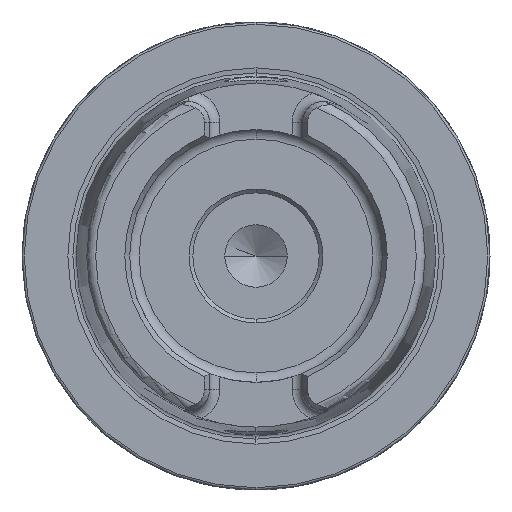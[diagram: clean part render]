
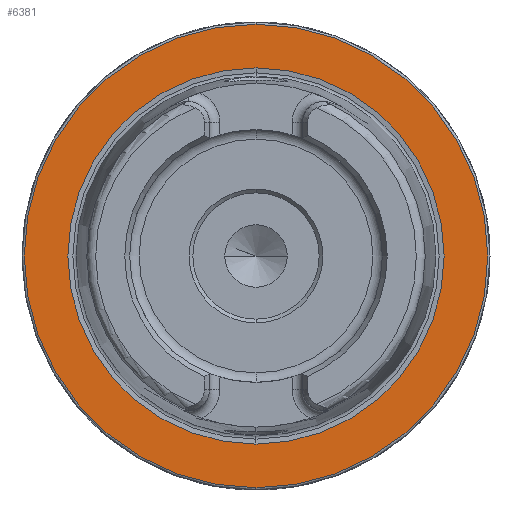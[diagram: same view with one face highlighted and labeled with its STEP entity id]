
A CAD part, left-side view. The second image highlights one B-rep face of the part: STEP entity #6381.
In plain terms, the highlighted planar face has unit normal (-1, 0, 0).
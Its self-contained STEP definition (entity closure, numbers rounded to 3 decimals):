
#276 = ORIENTED_EDGE ( 'NONE', *, *, #9017, .T. ) ;
#284 = CARTESIAN_POINT ( 'NONE',  ( 0., 0., 0. ) ) ;
#527 = FACE_OUTER_BOUND ( 'NONE', #3227, .T. ) ;
#590 = DIRECTION ( 'NONE',  ( 0., 0., -1. ) ) ;
#1133 = AXIS2_PLACEMENT_3D ( 'NONE', #284, #1479, #7172 ) ;
#1153 = CIRCLE ( 'NONE', #2642, 31.2 ) ;
#1201 = VERTEX_POINT ( 'NONE', #7889 ) ;
#1479 = DIRECTION ( 'NONE',  ( -1., 0., 0. ) ) ;
#1767 = EDGE_CURVE ( 'NONE', #14621, #1201, #7666, .T. ) ;
#1955 = ORIENTED_EDGE ( 'NONE', *, *, #10952, .F. ) ;
#2642 = AXIS2_PLACEMENT_3D ( 'NONE', #2781, #4027, #10918 ) ;
#2781 = CARTESIAN_POINT ( 'NONE',  ( 0., 0., 0. ) ) ;
#3227 = EDGE_LOOP ( 'NONE', ( #5363, #276 ) ) ;
#3562 = DIRECTION ( 'NONE',  ( 0., 0., 1. ) ) ;
#3766 = AXIS2_PLACEMENT_3D ( 'NONE', #10241, #14931, #14982 ) ;
#4027 = DIRECTION ( 'NONE',  ( -1., 0., 0. ) ) ;
#4657 = ORIENTED_EDGE ( 'NONE', *, *, #6941, .F. ) ;
#5132 = CARTESIAN_POINT ( 'NONE',  ( 0., 31.2, 0. ) ) ;
#5363 = ORIENTED_EDGE ( 'NONE', *, *, #1767, .T. ) ;
#5413 = EDGE_LOOP ( 'NONE', ( #1955, #4657 ) ) ;
#6381 = ADVANCED_FACE ( 'NONE', ( #10878, #527 ), #13284, .F. ) ;
#6740 = CARTESIAN_POINT ( 'NONE',  ( 0., 0., 31.2 ) ) ;
#6941 = EDGE_CURVE ( 'NONE', #6987, #7016, #15013, .T. ) ;
#6964 = AXIS2_PLACEMENT_3D ( 'NONE', #5132, #9723, #590 ) ;
#6987 = VERTEX_POINT ( 'NONE', #8441 ) ;
#7016 = VERTEX_POINT ( 'NONE', #9510 ) ;
#7172 = DIRECTION ( 'NONE',  ( 0., 0., 1. ) ) ;
#7666 = CIRCLE ( 'NONE', #14862, 31.2 ) ;
#7889 = CARTESIAN_POINT ( 'NONE',  ( 0., 0., -31.2 ) ) ;
#8159 = CIRCLE ( 'NONE', #3766, 25.324 ) ;
#8441 = CARTESIAN_POINT ( 'NONE',  ( 0., 0., -25.324 ) ) ;
#9017 = EDGE_CURVE ( 'NONE', #1201, #14621, #1153, .T. ) ;
#9380 = CARTESIAN_POINT ( 'NONE',  ( 0., 0., 0. ) ) ;
#9510 = CARTESIAN_POINT ( 'NONE',  ( 0., 0., 25.324 ) ) ;
#9723 = DIRECTION ( 'NONE',  ( 1., 0., 0. ) ) ;
#10241 = CARTESIAN_POINT ( 'NONE',  ( 0., 0., 0. ) ) ;
#10878 = FACE_BOUND ( 'NONE', #5413, .T. ) ;
#10918 = DIRECTION ( 'NONE',  ( 0., 0., 1. ) ) ;
#10952 = EDGE_CURVE ( 'NONE', #7016, #6987, #8159, .T. ) ;
#12709 = DIRECTION ( 'NONE',  ( -1., 0., 0. ) ) ;
#13284 = PLANE ( 'NONE',  #6964 ) ;
#14621 = VERTEX_POINT ( 'NONE', #6740 ) ;
#14862 = AXIS2_PLACEMENT_3D ( 'NONE', #9380, #12709, #3562 ) ;
#14931 = DIRECTION ( 'NONE',  ( -1., 0., 0. ) ) ;
#14982 = DIRECTION ( 'NONE',  ( 0., 0., 1. ) ) ;
#15013 = CIRCLE ( 'NONE', #1133, 25.324 ) ;
